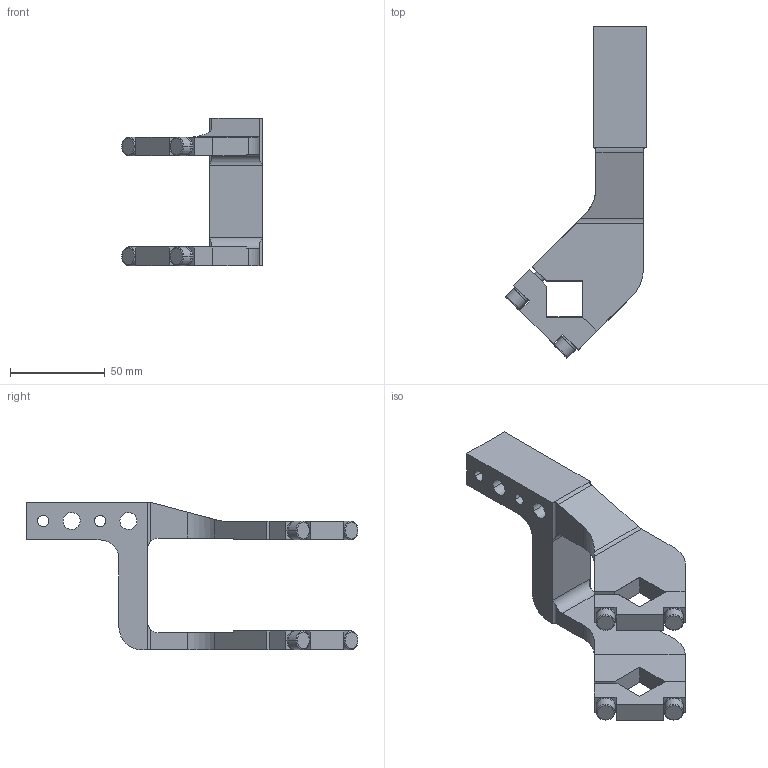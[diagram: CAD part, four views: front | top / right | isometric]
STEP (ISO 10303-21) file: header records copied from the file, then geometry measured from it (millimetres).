
FILE_DESCRIPTION(('CATIA V5 STEP Exchange'),'2;1');
FILE_NAME('SPANNARM_KPL_50_A12_216890_TUENKERS.stp','2017-10-18T12:16:39+00:00',('none'),('none'),'CATIA Version 5 Release 19 SP 9 (IN-10)','CATIA V5 STEP AP214','none');
FILE_SCHEMA(('AUTOMOTIVE_DESIGN { 1 0 10303 214 1 1 1 1 }'));
Length unit declared in the file: millimetre
Products named in the file (1): SPANNARM_KPL_50_A12_216890_TUENKERS
Bounding box: 74.05 x 175.05 x 78 mm (x, y, z)
Volume: 131882.4 mm3; surface area: 37766.7 mm2
Topology: 1 solids, 5 shells, 160 faces, 407 edges, 257 vertices
Faces by surface type: plane 82, cylinder 54, cone 16, torus 8
Entity records: 4536 total; most frequent: CARTESIAN_POINT 821, ORIENTED_EDGE 798, DIRECTION 567, EDGE_CURVE 399, VERTEX_POINT 257, VECTOR 253, LINE 253, AXIS2_PLACEMENT_3D 224
